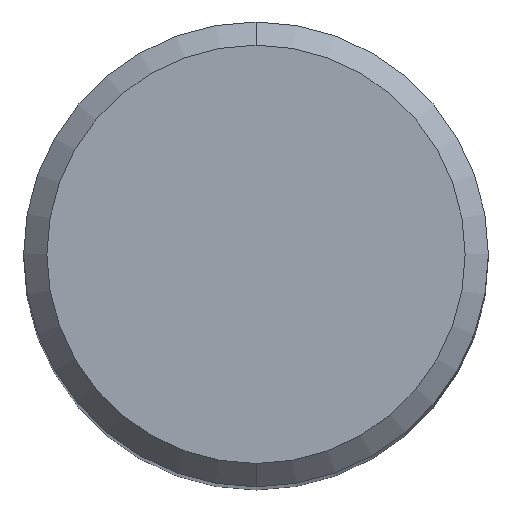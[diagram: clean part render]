
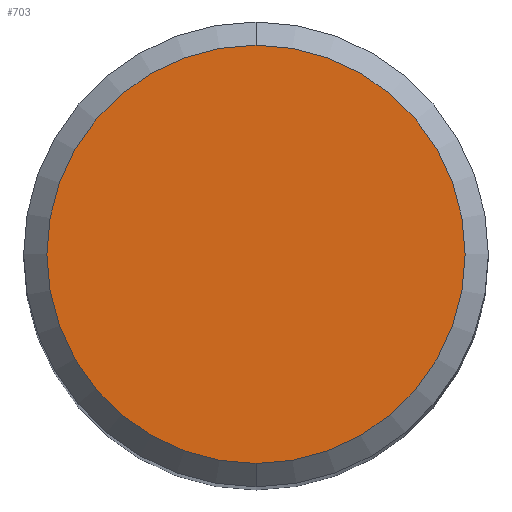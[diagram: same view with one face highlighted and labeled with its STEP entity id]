
A CAD part, top view. The second image highlights one B-rep face of the part: STEP entity #703.
In plain terms, the highlighted planar face has unit normal (0, 0, 1).
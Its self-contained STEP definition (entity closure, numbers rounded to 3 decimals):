
#385=EDGE_CURVE('',#805,#491,#1026,.T.);
#491=VERTEX_POINT('',#1144);
#703=ADVANCED_FACE('',(#1371),#1372,.T.);
#805=VERTEX_POINT('',#1485);
#879=EDGE_CURVE('',#491,#805,#1567,.T.);
#1026=CIRCLE('',#1863,4.5);
#1144=CARTESIAN_POINT('',(0.,-4.5,0.0));
#1371=FACE_OUTER_BOUND('',#4812,.T.);
#1372=PLANE('',#4813);
#1485=CARTESIAN_POINT('',(0.0,4.5,0.0));
#1567=CIRCLE('',#7175,4.5);
#1863=AXIS2_PLACEMENT_3D('',#7599,#7600,#7601);
#4812=EDGE_LOOP('',(#7956,#7957));
#4813=AXIS2_PLACEMENT_3D('',#7958,#7959,#7960);
#7175=AXIS2_PLACEMENT_3D('',#8180,#8181,#8182);
#7599=CARTESIAN_POINT('',(0.0,0.0,0.0));
#7600=DIRECTION('',(0.0,0.0,-1.0));
#7601=DIRECTION('',(0.0,1.0,0.0));
#7956=ORIENTED_EDGE('',*,*,#385,.F.);
#7957=ORIENTED_EDGE('',*,*,#879,.F.);
#7958=CARTESIAN_POINT('',(0.0,2.25,0.0));
#7959=DIRECTION('',(-0.0,0.0,1.0));
#7960=DIRECTION('',(0.0,-1.0,0.0));
#8180=CARTESIAN_POINT('',(0.0,0.0,0.0));
#8181=DIRECTION('',(0.0,0.0,-1.0));
#8182=DIRECTION('',(0.0,1.0,0.0));
